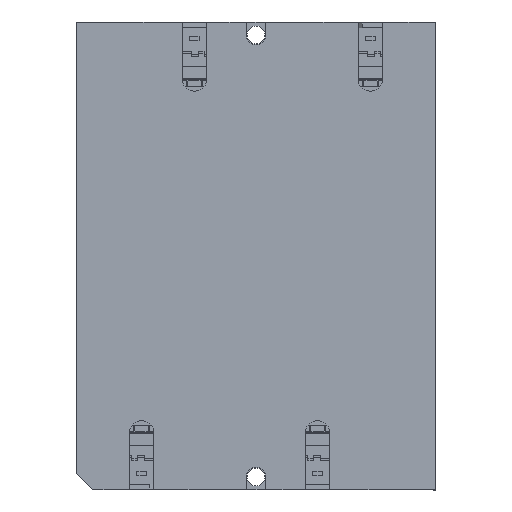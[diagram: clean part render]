
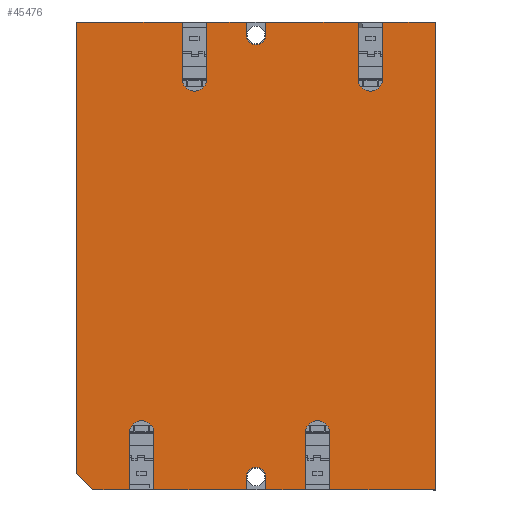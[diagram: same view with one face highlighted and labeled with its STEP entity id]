
A CAD part, top view. The second image highlights one B-rep face of the part: STEP entity #45476.
In plain terms, the highlighted face is planar.
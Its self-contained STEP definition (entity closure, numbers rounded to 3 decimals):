
#967=CIRCLE('',#48121,1.2);
#969=CIRCLE('',#48126,1.2);
#975=CIRCLE('',#48135,1.5);
#976=CIRCLE('',#48136,1.5);
#977=CIRCLE('',#48137,1.5);
#978=CIRCLE('',#48138,1.5);
#3019=FACE_OUTER_BOUND('',#5167,.T.);
#5167=EDGE_LOOP('',(#32296,#32297,#32298,#32299,#32300,#32301,#32302,#32303,
#32304,#32305,#32306,#32307,#32308,#32309,#32310,#32311,#32312,#32313,#32314,
#32315,#32316,#32317,#32318,#32319,#32320,#32321,#32322,#32323,#32324));
#7734=LINE('',#64629,#13691);
#7738=LINE('',#64638,#13695);
#7742=LINE('',#64647,#13699);
#7746=LINE('',#64656,#13703);
#7748=LINE('',#64663,#13705);
#7751=LINE('',#64669,#13708);
#7756=LINE('',#64683,#13713);
#7774=LINE('',#64725,#13731);
#7775=LINE('',#64727,#13732);
#7776=LINE('',#64731,#13733);
#7777=LINE('',#64733,#13734);
#7778=LINE('',#64735,#13735);
#7779=LINE('',#64737,#13736);
#7780=LINE('',#64739,#13737);
#7781=LINE('',#64742,#13738);
#7782=LINE('',#64744,#13739);
#7783=LINE('',#64746,#13740);
#7784=LINE('',#64750,#13741);
#7785=LINE('',#64752,#13742);
#7786=LINE('',#64753,#13743);
#7787=LINE('',#64755,#13744);
#7788=LINE('',#64757,#13745);
#7789=LINE('',#64760,#13746);
#13691=VECTOR('',#51964,10.);
#13695=VECTOR('',#51970,10.);
#13699=VECTOR('',#51976,10.);
#13703=VECTOR('',#51982,10.);
#13705=VECTOR('',#51992,10.);
#13708=VECTOR('',#51997,10.);
#13713=VECTOR('',#52010,10.);
#13731=VECTOR('',#52040,10.);
#13732=VECTOR('',#52041,10.);
#13733=VECTOR('',#52044,10.);
#13734=VECTOR('',#52045,10.);
#13735=VECTOR('',#52046,10.);
#13736=VECTOR('',#52047,10.);
#13737=VECTOR('',#52048,10.);
#13738=VECTOR('',#52051,10.);
#13739=VECTOR('',#52052,10.);
#13740=VECTOR('',#52053,10.);
#13741=VECTOR('',#52056,10.);
#13742=VECTOR('',#52057,10.);
#13743=VECTOR('',#52058,10.);
#13744=VECTOR('',#52059,10.);
#13745=VECTOR('',#52060,10.);
#13746=VECTOR('',#52063,10.);
#19840=VERTEX_POINT('',#64626);
#19841=VERTEX_POINT('',#64628);
#19844=VERTEX_POINT('',#64635);
#19845=VERTEX_POINT('',#64637);
#19848=VERTEX_POINT('',#64644);
#19849=VERTEX_POINT('',#64646);
#19852=VERTEX_POINT('',#64653);
#19853=VERTEX_POINT('',#64655);
#19854=VERTEX_POINT('',#64662);
#19856=VERTEX_POINT('',#64668);
#19860=VERTEX_POINT('',#64680);
#19861=VERTEX_POINT('',#64682);
#19879=VERTEX_POINT('',#64724);
#19880=VERTEX_POINT('',#64726);
#19881=VERTEX_POINT('',#64728);
#19882=VERTEX_POINT('',#64730);
#19883=VERTEX_POINT('',#64732);
#19884=VERTEX_POINT('',#64734);
#19885=VERTEX_POINT('',#64736);
#19886=VERTEX_POINT('',#64738);
#19887=VERTEX_POINT('',#64740);
#19888=VERTEX_POINT('',#64743);
#19889=VERTEX_POINT('',#64745);
#19890=VERTEX_POINT('',#64747);
#19891=VERTEX_POINT('',#64749);
#19892=VERTEX_POINT('',#64751);
#19893=VERTEX_POINT('',#64754);
#19894=VERTEX_POINT('',#64756);
#19895=VERTEX_POINT('',#64758);
#25083=EDGE_CURVE('',#19841,#19840,#7734,.T.);
#25087=EDGE_CURVE('',#19845,#19844,#7738,.T.);
#25091=EDGE_CURVE('',#19849,#19848,#7742,.T.);
#25095=EDGE_CURVE('',#19853,#19852,#7746,.T.);
#25097=EDGE_CURVE('',#19840,#19845,#967,.T.);
#25099=EDGE_CURVE('',#19854,#19841,#7748,.T.);
#25102=EDGE_CURVE('',#19856,#19853,#7751,.T.);
#25105=EDGE_CURVE('',#19852,#19849,#969,.T.);
#25109=EDGE_CURVE('',#19861,#19860,#7756,.T.);
#25131=EDGE_CURVE('',#19844,#19879,#7774,.T.);
#25132=EDGE_CURVE('',#19879,#19880,#7775,.T.);
#25133=EDGE_CURVE('',#19880,#19881,#975,.T.);
#25134=EDGE_CURVE('',#19881,#19882,#7776,.T.);
#25135=EDGE_CURVE('',#19882,#19883,#7777,.T.);
#25136=EDGE_CURVE('',#19883,#19884,#7778,.T.);
#25137=EDGE_CURVE('',#19884,#19885,#7779,.T.);
#25138=EDGE_CURVE('',#19885,#19886,#7780,.T.);
#25139=EDGE_CURVE('',#19886,#19887,#976,.T.);
#25140=EDGE_CURVE('',#19887,#19856,#7781,.T.);
#25141=EDGE_CURVE('',#19848,#19888,#7782,.T.);
#25142=EDGE_CURVE('',#19888,#19889,#7783,.T.);
#25143=EDGE_CURVE('',#19889,#19890,#977,.T.);
#25144=EDGE_CURVE('',#19890,#19891,#7784,.T.);
#25145=EDGE_CURVE('',#19891,#19892,#7785,.T.);
#25146=EDGE_CURVE('',#19892,#19861,#7786,.T.);
#25147=EDGE_CURVE('',#19860,#19893,#7787,.T.);
#25148=EDGE_CURVE('',#19893,#19894,#7788,.T.);
#25149=EDGE_CURVE('',#19894,#19895,#978,.T.);
#25150=EDGE_CURVE('',#19895,#19854,#7789,.T.);
#32296=ORIENTED_EDGE('',*,*,#25087,.T.);
#32297=ORIENTED_EDGE('',*,*,#25131,.T.);
#32298=ORIENTED_EDGE('',*,*,#25132,.T.);
#32299=ORIENTED_EDGE('',*,*,#25133,.T.);
#32300=ORIENTED_EDGE('',*,*,#25134,.T.);
#32301=ORIENTED_EDGE('',*,*,#25135,.T.);
#32302=ORIENTED_EDGE('',*,*,#25136,.T.);
#32303=ORIENTED_EDGE('',*,*,#25137,.T.);
#32304=ORIENTED_EDGE('',*,*,#25138,.T.);
#32305=ORIENTED_EDGE('',*,*,#25139,.T.);
#32306=ORIENTED_EDGE('',*,*,#25140,.T.);
#32307=ORIENTED_EDGE('',*,*,#25102,.T.);
#32308=ORIENTED_EDGE('',*,*,#25095,.T.);
#32309=ORIENTED_EDGE('',*,*,#25105,.T.);
#32310=ORIENTED_EDGE('',*,*,#25091,.T.);
#32311=ORIENTED_EDGE('',*,*,#25141,.T.);
#32312=ORIENTED_EDGE('',*,*,#25142,.T.);
#32313=ORIENTED_EDGE('',*,*,#25143,.T.);
#32314=ORIENTED_EDGE('',*,*,#25144,.T.);
#32315=ORIENTED_EDGE('',*,*,#25145,.T.);
#32316=ORIENTED_EDGE('',*,*,#25146,.T.);
#32317=ORIENTED_EDGE('',*,*,#25109,.T.);
#32318=ORIENTED_EDGE('',*,*,#25147,.T.);
#32319=ORIENTED_EDGE('',*,*,#25148,.T.);
#32320=ORIENTED_EDGE('',*,*,#25149,.T.);
#32321=ORIENTED_EDGE('',*,*,#25150,.T.);
#32322=ORIENTED_EDGE('',*,*,#25099,.T.);
#32323=ORIENTED_EDGE('',*,*,#25083,.T.);
#32324=ORIENTED_EDGE('',*,*,#25097,.T.);
#43733=PLANE('',#48134);
#45476=ADVANCED_FACE('',(#3019),#43733,.T.);
#48121=AXIS2_PLACEMENT_3D('',#64659,#51986,#51987);
#48126=AXIS2_PLACEMENT_3D('',#64674,#52002,#52003);
#48134=AXIS2_PLACEMENT_3D('',#64723,#52038,#52039);
#48135=AXIS2_PLACEMENT_3D('',#64729,#52042,#52043);
#48136=AXIS2_PLACEMENT_3D('',#64741,#52049,#52050);
#48137=AXIS2_PLACEMENT_3D('',#64748,#52054,#52055);
#48138=AXIS2_PLACEMENT_3D('',#64759,#52061,#52062);
#51964=DIRECTION('',(0.,0.,-1.));
#51970=DIRECTION('',(0.,0.,1.));
#51976=DIRECTION('',(0.,0.,-1.));
#51982=DIRECTION('',(0.,0.,1.));
#51986=DIRECTION('center_axis',(0.,-1.,0.));
#51987=DIRECTION('ref_axis',(1.,0.,0.));
#51992=DIRECTION('',(1.,0.,0.));
#51997=DIRECTION('',(-1.,0.,0.));
#52002=DIRECTION('center_axis',(0.,-1.,0.));
#52003=DIRECTION('ref_axis',(1.,0.,0.));
#52010=DIRECTION('',(0.707,0.,0.707));
#52038=DIRECTION('center_axis',(0.,1.,0.));
#52039=DIRECTION('ref_axis',(0.,0.,1.));
#52040=DIRECTION('',(1.,0.,0.));
#52041=DIRECTION('',(0.,0.,-1.));
#52042=DIRECTION('center_axis',(0.,-1.,0.));
#52043=DIRECTION('ref_axis',(1.,0.,0.));
#52044=DIRECTION('',(0.,0.,1.));
#52045=DIRECTION('',(1.,0.,0.));
#52046=DIRECTION('',(0.,0.,-1.));
#52047=DIRECTION('',(-1.,0.,0.));
#52048=DIRECTION('',(0.,0.,1.));
#52049=DIRECTION('center_axis',(0.,-1.,0.));
#52050=DIRECTION('ref_axis',(-1.,0.,0.));
#52051=DIRECTION('',(0.,0.,-1.));
#52052=DIRECTION('',(-1.,0.,0.));
#52053=DIRECTION('',(0.,0.,1.));
#52054=DIRECTION('center_axis',(0.,-1.,0.));
#52055=DIRECTION('ref_axis',(-1.,0.,0.));
#52056=DIRECTION('',(0.,0.,-1.));
#52057=DIRECTION('',(-1.,0.,0.));
#52058=DIRECTION('',(0.,0.,1.));
#52059=DIRECTION('',(1.,0.,0.));
#52060=DIRECTION('',(0.,0.,-1.));
#52061=DIRECTION('center_axis',(0.,-1.,0.));
#52062=DIRECTION('ref_axis',(1.,0.,0.));
#52063=DIRECTION('',(0.,0.,1.));
#64626=CARTESIAN_POINT('',(-1.2,0.8,27.15));
#64628=CARTESIAN_POINT('',(-1.2,0.8,28.75));
#64629=CARTESIAN_POINT('',(-1.2,0.8,14.375));
#64635=CARTESIAN_POINT('',(1.2,0.8,28.75));
#64637=CARTESIAN_POINT('',(1.2,0.8,27.15));
#64638=CARTESIAN_POINT('',(1.2,0.8,13.575));
#64644=CARTESIAN_POINT('',(-1.2,0.8,-28.75));
#64646=CARTESIAN_POINT('',(-1.2,0.8,-27.15));
#64647=CARTESIAN_POINT('',(-1.2,0.8,-13.575));
#64653=CARTESIAN_POINT('',(1.2,0.8,-27.15));
#64655=CARTESIAN_POINT('',(1.2,0.8,-28.75));
#64656=CARTESIAN_POINT('',(1.2,0.8,-14.375));
#64659=CARTESIAN_POINT('Origin',(0.,0.8,27.15));
#64662=CARTESIAN_POINT('',(-12.55,0.8,28.75));
#64663=CARTESIAN_POINT('',(-22.05,0.8,28.75));
#64668=CARTESIAN_POINT('',(12.55,0.8,-28.75));
#64669=CARTESIAN_POINT('',(22.05,0.8,-28.75));
#64674=CARTESIAN_POINT('Origin',(0.,0.8,-27.15));
#64680=CARTESIAN_POINT('',(-20.05,0.8,28.75));
#64682=CARTESIAN_POINT('',(-22.05,0.8,26.75));
#64683=CARTESIAN_POINT('',(-23.225,0.8,25.575));
#64723=CARTESIAN_POINT('Origin',(0.,0.8,0.));
#64724=CARTESIAN_POINT('',(6.06,0.8,28.75));
#64725=CARTESIAN_POINT('',(-22.05,0.8,28.75));
#64726=CARTESIAN_POINT('',(6.06,0.8,21.75));
#64727=CARTESIAN_POINT('',(6.06,0.8,14.375));
#64728=CARTESIAN_POINT('',(9.06,0.8,21.75));
#64729=CARTESIAN_POINT('Origin',(7.56,0.8,21.75));
#64730=CARTESIAN_POINT('',(9.06,0.8,28.75));
#64731=CARTESIAN_POINT('',(9.06,0.8,10.875));
#64732=CARTESIAN_POINT('',(22.05,0.8,28.75));
#64733=CARTESIAN_POINT('',(-22.05,0.8,28.75));
#64734=CARTESIAN_POINT('',(22.05,0.8,-28.75));
#64735=CARTESIAN_POINT('',(22.05,0.8,28.75));
#64736=CARTESIAN_POINT('',(15.55,0.8,-28.75));
#64737=CARTESIAN_POINT('',(22.05,0.8,-28.75));
#64738=CARTESIAN_POINT('',(15.55,0.8,-21.75));
#64739=CARTESIAN_POINT('',(15.55,0.8,-14.375));
#64740=CARTESIAN_POINT('',(12.55,0.8,-21.75));
#64741=CARTESIAN_POINT('Origin',(14.05,0.8,-21.75));
#64742=CARTESIAN_POINT('',(12.55,0.8,-10.875));
#64743=CARTESIAN_POINT('',(-6.06,0.8,-28.75));
#64744=CARTESIAN_POINT('',(22.05,0.8,-28.75));
#64745=CARTESIAN_POINT('',(-6.06,0.8,-21.75));
#64746=CARTESIAN_POINT('',(-6.06,0.8,-14.375));
#64747=CARTESIAN_POINT('',(-9.06,0.8,-21.75));
#64748=CARTESIAN_POINT('Origin',(-7.56,0.8,-21.75));
#64749=CARTESIAN_POINT('',(-9.06,0.8,-28.75));
#64750=CARTESIAN_POINT('',(-9.06,0.8,-10.875));
#64751=CARTESIAN_POINT('',(-22.05,0.8,-28.75));
#64752=CARTESIAN_POINT('',(22.05,0.8,-28.75));
#64753=CARTESIAN_POINT('',(-22.05,0.8,-28.75));
#64754=CARTESIAN_POINT('',(-15.55,0.8,28.75));
#64755=CARTESIAN_POINT('',(-22.05,0.8,28.75));
#64756=CARTESIAN_POINT('',(-15.55,0.8,21.75));
#64757=CARTESIAN_POINT('',(-15.55,0.8,14.375));
#64758=CARTESIAN_POINT('',(-12.55,0.8,21.75));
#64759=CARTESIAN_POINT('Origin',(-14.05,0.8,21.75));
#64760=CARTESIAN_POINT('',(-12.55,0.8,10.875));
